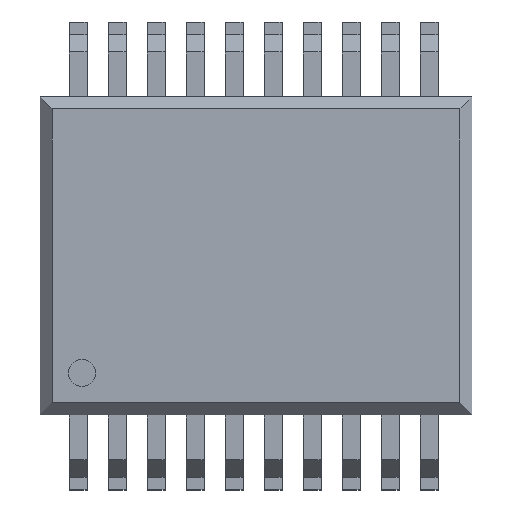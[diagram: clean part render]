
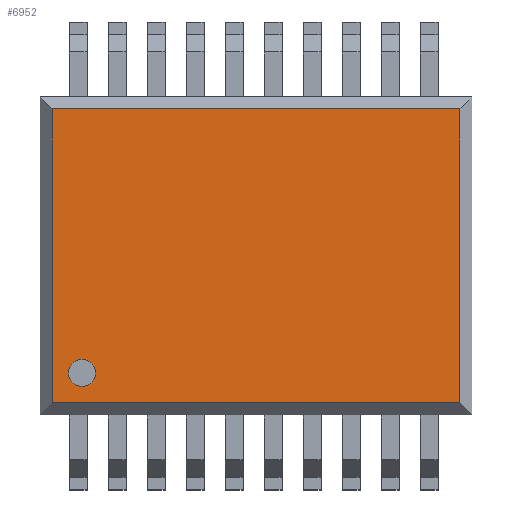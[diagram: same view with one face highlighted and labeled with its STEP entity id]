
A CAD part, top view. The second image highlights one B-rep face of the part: STEP entity #6952.
In plain terms, the highlighted planar face has unit normal (0, 0, 1).
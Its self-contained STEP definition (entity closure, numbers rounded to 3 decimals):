
#137 = PLANE('',#138);
#138 = AXIS2_PLACEMENT_3D('',#139,#140,#141);
#139 = CARTESIAN_POINT('',(-3.46,-2.65,1.1));
#140 = DIRECTION('',(0.707,0.,-0.707)
  );
#141 = DIRECTION('',(0.,1.,0.));
#223 = PLANE('',#224);
#224 = AXIS2_PLACEMENT_3D('',#225,#226,#227);
#225 = CARTESIAN_POINT('',(3.64,-2.55,1.1));
#226 = DIRECTION('',(0.,0.707,-0.707
    ));
#227 = DIRECTION('',(-1.,0.,0.));
#1379 = VERTEX_POINT('',#1380);
#1380 = CARTESIAN_POINT('',(-3.36,-2.45,1.2));
#1403 = VERTEX_POINT('',#1404);
#1404 = CARTESIAN_POINT('',(-3.36,2.45,1.2));
#1418 = PLANE('',#1419);
#1419 = AXIS2_PLACEMENT_3D('',#1420,#1421,#1422);
#1420 = CARTESIAN_POINT('',(-3.56,2.55,1.1));
#1421 = DIRECTION('',(0.,-0.707,
    -0.707));
#1422 = DIRECTION('',(1.,0.,0.));
#1430 = EDGE_CURVE('',#1379,#1403,#1431,.T.);
#1431 = SURFACE_CURVE('',#1432,(#1436,#1443),.PCURVE_S1.);
#1432 = LINE('',#1433,#1434);
#1433 = CARTESIAN_POINT('',(-3.36,-2.65,1.2));
#1434 = VECTOR('',#1435,1.);
#1435 = DIRECTION('',(0.,1.,0.));
#1436 = PCURVE('',#137,#1437);
#1437 = DEFINITIONAL_REPRESENTATION('',(#1438),#1442);
#1438 = LINE('',#1439,#1440);
#1439 = CARTESIAN_POINT('',(0.,0.141));
#1440 = VECTOR('',#1441,1.);
#1441 = DIRECTION('',(1.,0.));
#1442 = ( GEOMETRIC_REPRESENTATION_CONTEXT(2) 
PARAMETRIC_REPRESENTATION_CONTEXT() REPRESENTATION_CONTEXT('2D SPACE',''
  ) );
#1443 = PCURVE('',#1444,#1449);
#1444 = PLANE('',#1445);
#1445 = AXIS2_PLACEMENT_3D('',#1446,#1447,#1448);
#1446 = CARTESIAN_POINT('',(-3.56,2.65,1.2));
#1447 = DIRECTION('',(0.,0.,1.));
#1448 = DIRECTION('',(-1.,0.,0.));
#1449 = DEFINITIONAL_REPRESENTATION('',(#1450),#1454);
#1450 = LINE('',#1451,#1452);
#1451 = CARTESIAN_POINT('',(-0.2,5.3));
#1452 = VECTOR('',#1453,1.);
#1453 = DIRECTION('',(0.,-1.));
#1454 = ( GEOMETRIC_REPRESENTATION_CONTEXT(2) 
PARAMETRIC_REPRESENTATION_CONTEXT() REPRESENTATION_CONTEXT('2D SPACE',''
  ) );
#2793 = PLANE('',#2794);
#2794 = AXIS2_PLACEMENT_3D('',#2795,#2796,#2797);
#2795 = CARTESIAN_POINT('',(3.54,2.65,1.1));
#2796 = DIRECTION('',(-0.707,0.,
    -0.707));
#2797 = DIRECTION('',(0.,-1.,0.));
#2809 = VERTEX_POINT('',#2810);
#2810 = CARTESIAN_POINT('',(3.44,-2.45,1.2));
#2833 = EDGE_CURVE('',#2809,#1379,#2834,.T.);
#2834 = SURFACE_CURVE('',#2835,(#2839,#2846),.PCURVE_S1.);
#2835 = LINE('',#2836,#2837);
#2836 = CARTESIAN_POINT('',(3.64,-2.45,1.2));
#2837 = VECTOR('',#2838,1.);
#2838 = DIRECTION('',(-1.,0.,0.));
#2839 = PCURVE('',#223,#2840);
#2840 = DEFINITIONAL_REPRESENTATION('',(#2841),#2845);
#2841 = LINE('',#2842,#2843);
#2842 = CARTESIAN_POINT('',(0.,0.141));
#2843 = VECTOR('',#2844,1.);
#2844 = DIRECTION('',(1.,0.));
#2845 = ( GEOMETRIC_REPRESENTATION_CONTEXT(2) 
PARAMETRIC_REPRESENTATION_CONTEXT() REPRESENTATION_CONTEXT('2D SPACE',''
  ) );
#2846 = PCURVE('',#1444,#2847);
#2847 = DEFINITIONAL_REPRESENTATION('',(#2848),#2852);
#2848 = LINE('',#2849,#2850);
#2849 = CARTESIAN_POINT('',(-7.2,5.1));
#2850 = VECTOR('',#2851,1.);
#2851 = DIRECTION('',(1.,0.));
#2852 = ( GEOMETRIC_REPRESENTATION_CONTEXT(2) 
PARAMETRIC_REPRESENTATION_CONTEXT() REPRESENTATION_CONTEXT('2D SPACE',''
  ) );
#6952 = ADVANCED_FACE('',(#6953,#7001),#1444,.T.);
#6953 = FACE_BOUND('',#6954,.T.);
#6954 = EDGE_LOOP('',(#6955,#6978,#6979,#6980));
#6955 = ORIENTED_EDGE('',*,*,#6956,.F.);
#6956 = EDGE_CURVE('',#1403,#6957,#6959,.T.);
#6957 = VERTEX_POINT('',#6958);
#6958 = CARTESIAN_POINT('',(3.44,2.45,1.2));
#6959 = SURFACE_CURVE('',#6960,(#6964,#6971),.PCURVE_S1.);
#6960 = LINE('',#6961,#6962);
#6961 = CARTESIAN_POINT('',(-3.56,2.45,1.2));
#6962 = VECTOR('',#6963,1.);
#6963 = DIRECTION('',(1.,0.,0.));
#6964 = PCURVE('',#1444,#6965);
#6965 = DEFINITIONAL_REPRESENTATION('',(#6966),#6970);
#6966 = LINE('',#6967,#6968);
#6967 = CARTESIAN_POINT('',(0.,0.2));
#6968 = VECTOR('',#6969,1.);
#6969 = DIRECTION('',(-1.,0.));
#6970 = ( GEOMETRIC_REPRESENTATION_CONTEXT(2) 
PARAMETRIC_REPRESENTATION_CONTEXT() REPRESENTATION_CONTEXT('2D SPACE',''
  ) );
#6971 = PCURVE('',#1418,#6972);
#6972 = DEFINITIONAL_REPRESENTATION('',(#6973),#6977);
#6973 = LINE('',#6974,#6975);
#6974 = CARTESIAN_POINT('',(0.,0.141));
#6975 = VECTOR('',#6976,1.);
#6976 = DIRECTION('',(1.,0.));
#6977 = ( GEOMETRIC_REPRESENTATION_CONTEXT(2) 
PARAMETRIC_REPRESENTATION_CONTEXT() REPRESENTATION_CONTEXT('2D SPACE',''
  ) );
#6978 = ORIENTED_EDGE('',*,*,#1430,.F.);
#6979 = ORIENTED_EDGE('',*,*,#2833,.F.);
#6980 = ORIENTED_EDGE('',*,*,#6981,.F.);
#6981 = EDGE_CURVE('',#6957,#2809,#6982,.T.);
#6982 = SURFACE_CURVE('',#6983,(#6987,#6994),.PCURVE_S1.);
#6983 = LINE('',#6984,#6985);
#6984 = CARTESIAN_POINT('',(3.44,2.65,1.2));
#6985 = VECTOR('',#6986,1.);
#6986 = DIRECTION('',(0.,-1.,0.));
#6987 = PCURVE('',#1444,#6988);
#6988 = DEFINITIONAL_REPRESENTATION('',(#6989),#6993);
#6989 = LINE('',#6990,#6991);
#6990 = CARTESIAN_POINT('',(-7.,0.));
#6991 = VECTOR('',#6992,1.);
#6992 = DIRECTION('',(0.,1.));
#6993 = ( GEOMETRIC_REPRESENTATION_CONTEXT(2) 
PARAMETRIC_REPRESENTATION_CONTEXT() REPRESENTATION_CONTEXT('2D SPACE',''
  ) );
#6994 = PCURVE('',#2793,#6995);
#6995 = DEFINITIONAL_REPRESENTATION('',(#6996),#7000);
#6996 = LINE('',#6997,#6998);
#6997 = CARTESIAN_POINT('',(0.,0.141));
#6998 = VECTOR('',#6999,1.);
#6999 = DIRECTION('',(1.,0.));
#7000 = ( GEOMETRIC_REPRESENTATION_CONTEXT(2) 
PARAMETRIC_REPRESENTATION_CONTEXT() REPRESENTATION_CONTEXT('2D SPACE',''
  ) );
#7001 = FACE_BOUND('',#7002,.T.);
#7002 = EDGE_LOOP('',(#7003));
#7003 = ORIENTED_EDGE('',*,*,#7004,.F.);
#7004 = EDGE_CURVE('',#7005,#7005,#7007,.T.);
#7005 = VERTEX_POINT('',#7006);
#7006 = CARTESIAN_POINT('',(-2.633,-1.95,1.2));
#7007 = SURFACE_CURVE('',#7008,(#7013,#7020),.PCURVE_S1.);
#7008 = CIRCLE('',#7009,0.227);
#7009 = AXIS2_PLACEMENT_3D('',#7010,#7011,#7012);
#7010 = CARTESIAN_POINT('',(-2.86,-1.95,1.2));
#7011 = DIRECTION('',(0.,0.,1.));
#7012 = DIRECTION('',(1.,0.,0.));
#7013 = PCURVE('',#1444,#7014);
#7014 = DEFINITIONAL_REPRESENTATION('',(#7015),#7019);
#7015 = CIRCLE('',#7016,0.227);
#7016 = AXIS2_PLACEMENT_2D('',#7017,#7018);
#7017 = CARTESIAN_POINT('',(-0.7,4.6));
#7018 = DIRECTION('',(-1.,0.));
#7019 = ( GEOMETRIC_REPRESENTATION_CONTEXT(2) 
PARAMETRIC_REPRESENTATION_CONTEXT() REPRESENTATION_CONTEXT('2D SPACE',''
  ) );
#7020 = PCURVE('',#7021,#7026);
#7021 = CYLINDRICAL_SURFACE('',#7022,0.227);
#7022 = AXIS2_PLACEMENT_3D('',#7023,#7024,#7025);
#7023 = CARTESIAN_POINT('',(-2.86,-1.95,1.2));
#7024 = DIRECTION('',(0.,0.,1.));
#7025 = DIRECTION('',(1.,0.,0.));
#7026 = DEFINITIONAL_REPRESENTATION('',(#7027),#7031);
#7027 = LINE('',#7028,#7029);
#7028 = CARTESIAN_POINT('',(0.,0.));
#7029 = VECTOR('',#7030,1.);
#7030 = DIRECTION('',(1.,0.));
#7031 = ( GEOMETRIC_REPRESENTATION_CONTEXT(2) 
PARAMETRIC_REPRESENTATION_CONTEXT() REPRESENTATION_CONTEXT('2D SPACE',''
  ) );
